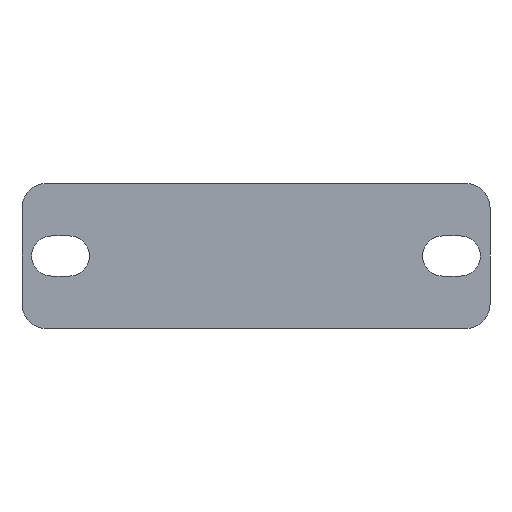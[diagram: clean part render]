
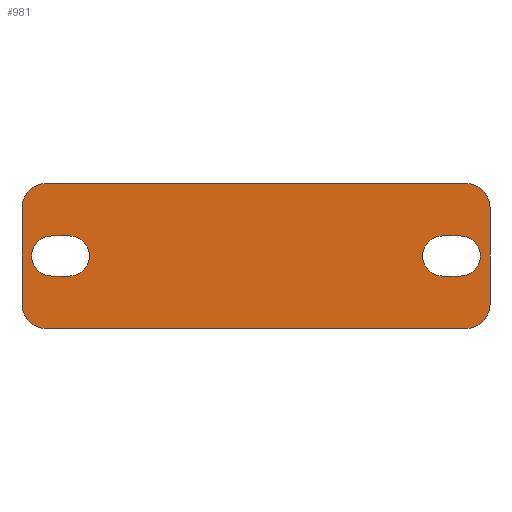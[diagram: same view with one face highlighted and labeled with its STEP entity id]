
A CAD part, front view. The second image highlights one B-rep face of the part: STEP entity #981.
In plain terms, the highlighted planar face has unit normal (0, -1, 0).
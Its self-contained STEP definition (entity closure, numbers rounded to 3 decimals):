
#1 = CARTESIAN_POINT ( 'NONE',  ( -43.5, 0., 15. ) ) ;
#2 = CARTESIAN_POINT ( 'NONE',  ( 43.5, 0., 10. ) ) ;
#3 = DIRECTION ( 'NONE',  ( 0., 1., 0. ) ) ;
#4 = DIRECTION ( 'NONE',  ( 0., 0., 1. ) ) ;
#5 = DIRECTION ( 'NONE',  ( 0., 0., 1. ) ) ;
#6 = DIRECTION ( 'NONE',  ( 1., 0., 0. ) ) ;
#7 = CARTESIAN_POINT ( 'NONE',  ( -48.5, 0., -10. ) ) ;
#132 = DIRECTION ( 'NONE',  ( 0., 1., 0. ) ) ;
#133 = DIRECTION ( 'NONE',  ( 0., 0., 1. ) ) ;
#134 = DIRECTION ( 'NONE',  ( -1., 0., 0. ) ) ;
#135 = CARTESIAN_POINT ( 'NONE',  ( -43.5, 0., -15. ) ) ;
#136 = CARTESIAN_POINT ( 'NONE',  ( -43.5, 0., -10. ) ) ;
#137 = DIRECTION ( 'NONE',  ( 0., 1., 0. ) ) ;
#138 = DIRECTION ( 'NONE',  ( 0., 0., 1. ) ) ;
#139 = CARTESIAN_POINT ( 'NONE',  ( 48.5, 0., -10. ) ) ;
#140 = CARTESIAN_POINT ( 'NONE',  ( 43.5, 0., -10. ) ) ;
#141 = DIRECTION ( 'NONE',  ( 0., 1., 0. ) ) ;
#142 = DIRECTION ( 'NONE',  ( 0., 0., 1. ) ) ;
#143 = DIRECTION ( 'NONE',  ( 0., 0., -1. ) ) ;
#183 = ORIENTED_EDGE ( 'NONE', *, *, #190, .F. ) ;
#184 = ORIENTED_EDGE ( 'NONE', *, *, #196, .T. ) ;
#185 = EDGE_CURVE ( 'NONE', #2369, #2370, #3153, .T. ) ;
#186 = EDGE_CURVE ( 'NONE', #2370, #1566, #3151, .T. ) ;
#187 = EDGE_CURVE ( 'NONE', #1564, #2371, #3152, .T. ) ;
#188 = EDGE_CURVE ( 'NONE', #2367, #1564, #3154, .T. ) ;
#189 = EDGE_CURVE ( 'NONE', #2372, #2367, #3159, .T. ) ;
#190 = EDGE_CURVE ( 'NONE', #2365, #2372, #3158, .T. ) ;
#191 = EDGE_CURVE ( 'NONE', #2368, #2365, #3156, .T. ) ;
#192 = EDGE_CURVE ( 'NONE', #2373, #2368, #3155, .T. ) ;
#193 = EDGE_CURVE ( 'NONE', #2374, #2373, #3162, .T. ) ;
#194 = EDGE_CURVE ( 'NONE', #2371, #2374, #3163, .T. ) ;
#195 = EDGE_CURVE ( 'NONE', #2375, #2379, #3165, .T. ) ;
#196 = EDGE_CURVE ( 'NONE', #2379, #2381, #3166, .T. ) ;
#197 = EDGE_CURVE ( 'NONE', #2381, #2382, #3169, .T. ) ;
#198 = EDGE_CURVE ( 'NONE', #2382, #2375, #3171, .T. ) ;
#317 = CARTESIAN_POINT ( 'NONE',  ( 43.5, 0., -10. ) ) ;
#319 = PLANE ( 'NONE',  #2962 ) ;
#321 = DIRECTION ( 'NONE',  ( 0., 1., 0. ) ) ;
#322 = DIRECTION ( 'NONE',  ( 0., 0., 1. ) ) ;
#355 = DIRECTION ( 'NONE',  ( -1., 0., 0. ) ) ;
#356 = CARTESIAN_POINT ( 'NONE',  ( -43.5, 0., 10. ) ) ;
#357 = CARTESIAN_POINT ( 'NONE',  ( -42.35, 0., -4.15 ) ) ;
#358 = CARTESIAN_POINT ( 'NONE',  ( -38.65, 0., 0. ) ) ;
#359 = DIRECTION ( 'NONE',  ( 0., 1., 0. ) ) ;
#360 = DIRECTION ( 'NONE',  ( 0., 0., -1. ) ) ;
#499 = CARTESIAN_POINT ( 'NONE',  ( 38.65, 0., 4.15 ) ) ;
#501 = CARTESIAN_POINT ( 'NONE',  ( 42.35, 0., 4.15 ) ) ;
#502 = CARTESIAN_POINT ( 'NONE',  ( 42.35, 0., -4.15 ) ) ;
#843 = VECTOR ( 'NONE', #2103, 1000. ) ;
#845 = CIRCLE ( 'NONE', #1469, 4.15 ) ;
#846 = LINE ( 'NONE', #2104, #843 ) ;
#981 = ADVANCED_FACE ( 'NONE', ( #1213, #1223, #1208 ), #319, .F. ) ;
#1208 = FACE_BOUND ( 'NONE', #1374, .T. ) ;
#1213 = FACE_BOUND ( 'NONE', #1366, .T. ) ;
#1223 = FACE_OUTER_BOUND ( 'NONE', #1929, .T. ) ;
#1366 = EDGE_LOOP ( 'NONE', ( #3134, #2405, #2403, #2406 ) ) ;
#1374 = EDGE_LOOP ( 'NONE', ( #2408, #184, #1379, #1382 ) ) ;
#1379 = ORIENTED_EDGE ( 'NONE', *, *, #197, .T. ) ;
#1382 = ORIENTED_EDGE ( 'NONE', *, *, #198, .T. ) ;
#1441 = CARTESIAN_POINT ( 'NONE',  ( 48.5, 0., -10. ) ) ;
#1446 = CARTESIAN_POINT ( 'NONE',  ( -42.35, 0., -4.15 ) ) ;
#1469 = AXIS2_PLACEMENT_3D ( 'NONE', #2106, #2107, #2108 ) ;
#1564 = VERTEX_POINT ( 'NONE', #1441 ) ;
#1566 = VERTEX_POINT ( 'NONE', #1446 ) ;
#1582 = DIRECTION ( 'NONE',  ( 1., 0., 0. ) ) ;
#1583 = CARTESIAN_POINT ( 'NONE',  ( 38.65, 0., -4.15 ) ) ;
#1584 = DIRECTION ( 'NONE',  ( -1., 0., 0. ) ) ;
#1585 = CARTESIAN_POINT ( 'NONE',  ( 42.35, 0., 4.15 ) ) ;
#1586 = CARTESIAN_POINT ( 'NONE',  ( 38.65, 0., 0. ) ) ;
#1587 = DIRECTION ( 'NONE',  ( 0., 1., 0. ) ) ;
#1588 = DIRECTION ( 'NONE',  ( 0., 0., -1. ) ) ;
#1690 = CARTESIAN_POINT ( 'NONE',  ( -38.65, 0., 4.15 ) ) ;
#1691 = CARTESIAN_POINT ( 'NONE',  ( 48.5, 0., 10. ) ) ;
#1695 = CARTESIAN_POINT ( 'NONE',  ( -43.5, 0., 15. ) ) ;
#1696 = CARTESIAN_POINT ( 'NONE',  ( 43.5, 0., -15. ) ) ;
#1700 = CARTESIAN_POINT ( 'NONE',  ( -42.35, 0., 4.15 ) ) ;
#1701 = CARTESIAN_POINT ( 'NONE',  ( -48.5, 0., 10. ) ) ;
#1702 = CARTESIAN_POINT ( 'NONE',  ( -38.65, 0., -4.15 ) ) ;
#1703 = CARTESIAN_POINT ( 'NONE',  ( 43.5, 0., 15. ) ) ;
#1704 = CARTESIAN_POINT ( 'NONE',  ( -48.5, 0., -10. ) ) ;
#1705 = CARTESIAN_POINT ( 'NONE',  ( -43.5, 0., -15. ) ) ;
#1706 = CARTESIAN_POINT ( 'NONE',  ( 38.65, 0., -4.15 ) ) ;
#1929 = EDGE_LOOP ( 'NONE', ( #2409, #2404, #2401, #183, #2402, #2407, #2400, #2410 ) ) ;
#2103 = DIRECTION ( 'NONE',  ( 1., 0., 0. ) ) ;
#2104 = CARTESIAN_POINT ( 'NONE',  ( -38.65, 0., 4.15 ) ) ;
#2106 = CARTESIAN_POINT ( 'NONE',  ( -42.35, 0., 0. ) ) ;
#2107 = DIRECTION ( 'NONE',  ( 0., 1., 0. ) ) ;
#2108 = DIRECTION ( 'NONE',  ( 0., 0., -1. ) ) ;
#2234 = EDGE_CURVE ( 'NONE', #1566, #2366, #845, .T. ) ;
#2235 = EDGE_CURVE ( 'NONE', #2366, #2369, #846, .T. ) ;
#2365 = VERTEX_POINT ( 'NONE', #1695 ) ;
#2366 = VERTEX_POINT ( 'NONE', #1700 ) ;
#2367 = VERTEX_POINT ( 'NONE', #1691 ) ;
#2368 = VERTEX_POINT ( 'NONE', #1701 ) ;
#2369 = VERTEX_POINT ( 'NONE', #1690 ) ;
#2370 = VERTEX_POINT ( 'NONE', #1702 ) ;
#2371 = VERTEX_POINT ( 'NONE', #1696 ) ;
#2372 = VERTEX_POINT ( 'NONE', #1703 ) ;
#2373 = VERTEX_POINT ( 'NONE', #1704 ) ;
#2374 = VERTEX_POINT ( 'NONE', #1705 ) ;
#2375 = VERTEX_POINT ( 'NONE', #1706 ) ;
#2379 = VERTEX_POINT ( 'NONE', #499 ) ;
#2381 = VERTEX_POINT ( 'NONE', #501 ) ;
#2382 = VERTEX_POINT ( 'NONE', #502 ) ;
#2400 = ORIENTED_EDGE ( 'NONE', *, *, #193, .F. ) ;
#2401 = ORIENTED_EDGE ( 'NONE', *, *, #189, .F. ) ;
#2402 = ORIENTED_EDGE ( 'NONE', *, *, #191, .F. ) ;
#2403 = ORIENTED_EDGE ( 'NONE', *, *, #185, .T. ) ;
#2404 = ORIENTED_EDGE ( 'NONE', *, *, #188, .F. ) ;
#2405 = ORIENTED_EDGE ( 'NONE', *, *, #2235, .T. ) ;
#2406 = ORIENTED_EDGE ( 'NONE', *, *, #186, .T. ) ;
#2407 = ORIENTED_EDGE ( 'NONE', *, *, #192, .F. ) ;
#2408 = ORIENTED_EDGE ( 'NONE', *, *, #195, .T. ) ;
#2409 = ORIENTED_EDGE ( 'NONE', *, *, #187, .F. ) ;
#2410 = ORIENTED_EDGE ( 'NONE', *, *, #194, .F. ) ;
#2962 = AXIS2_PLACEMENT_3D ( 'NONE', #317, #321, #322 ) ;
#3134 = ORIENTED_EDGE ( 'NONE', *, *, #2234, .T. ) ;
#3151 = LINE ( 'NONE', #357, #3160 ) ;
#3152 = CIRCLE ( 'NONE', #3305, 5. ) ;
#3153 = CIRCLE ( 'NONE', #3304, 4.15 ) ;
#3154 = LINE ( 'NONE', #139, #3157 ) ;
#3155 = LINE ( 'NONE', #7, #3164 ) ;
#3156 = CIRCLE ( 'NONE', #3307, 5. ) ;
#3157 = VECTOR ( 'NONE', #143, 1000. ) ;
#3158 = LINE ( 'NONE', #1, #3161 ) ;
#3159 = CIRCLE ( 'NONE', #3306, 5. ) ;
#3160 = VECTOR ( 'NONE', #355, 1000. ) ;
#3161 = VECTOR ( 'NONE', #6, 1000. ) ;
#3162 = CIRCLE ( 'NONE', #3308, 5. ) ;
#3163 = LINE ( 'NONE', #135, #3167 ) ;
#3164 = VECTOR ( 'NONE', #5, 1000. ) ;
#3165 = CIRCLE ( 'NONE', #3309, 4.15 ) ;
#3166 = LINE ( 'NONE', #1585, #3170 ) ;
#3167 = VECTOR ( 'NONE', #134, 1000. ) ;
#3169 = CIRCLE ( 'NONE', #3310, 4.15 ) ;
#3170 = VECTOR ( 'NONE', #1582, 1000. ) ;
#3171 = LINE ( 'NONE', #1583, #3173 ) ;
#3173 = VECTOR ( 'NONE', #1584, 1000. ) ;
#3289 = CARTESIAN_POINT ( 'NONE',  ( 42.35, 0., 0. ) ) ;
#3290 = DIRECTION ( 'NONE',  ( 0., 1., 0. ) ) ;
#3291 = DIRECTION ( 'NONE',  ( 0., 0., -1. ) ) ;
#3304 = AXIS2_PLACEMENT_3D ( 'NONE', #358, #359, #360 ) ;
#3305 = AXIS2_PLACEMENT_3D ( 'NONE', #140, #141, #142 ) ;
#3306 = AXIS2_PLACEMENT_3D ( 'NONE', #2, #3, #4 ) ;
#3307 = AXIS2_PLACEMENT_3D ( 'NONE', #356, #132, #133 ) ;
#3308 = AXIS2_PLACEMENT_3D ( 'NONE', #136, #137, #138 ) ;
#3309 = AXIS2_PLACEMENT_3D ( 'NONE', #1586, #1587, #1588 ) ;
#3310 = AXIS2_PLACEMENT_3D ( 'NONE', #3289, #3290, #3291 ) ;
